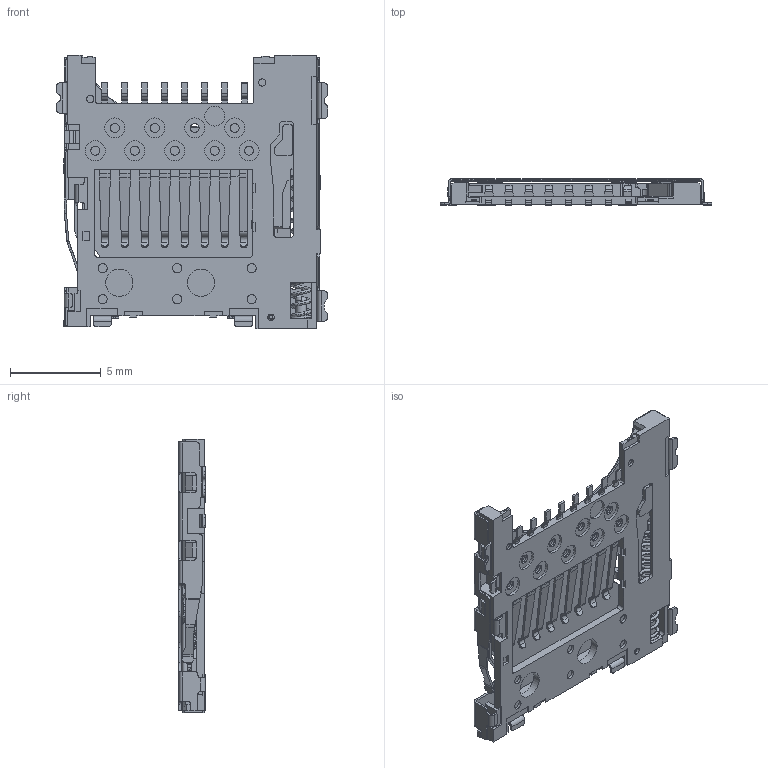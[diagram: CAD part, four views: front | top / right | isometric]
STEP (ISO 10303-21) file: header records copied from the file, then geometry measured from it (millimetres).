
FILE_DESCRIPTION (( 'STEP AP214' ), '1' );
FILE_NAME ('CUI_DEVICES_MSD-12-A.step', '2024-08-01T14:27:03', ( '' ), ( '' ), 'SwSTEP 2.0', 'SolidWorks 2024', '' );
FILE_SCHEMA (( 'AUTOMOTIVE_DESIGN' ));
Length unit declared in the file: inch
Products named in the file (1): CUI_DEVICES_MSD-12-A
Bounding box: 14.94 x 1.45 x 15.05 mm (x, y, z)
Volume: 93.7 mm3; surface area: 886.7 mm2
Topology: 2 solids, 3 shells, 1327 faces, 3728 edges, 2440 vertices
Faces by surface type: plane 763, cylinder 509, bspline 23, cone 14, torus 14, sphere 4
Entity records: 46920 total; most frequent: CARTESIAN_POINT 12460, ORIENTED_EDGE 7448, DIRECTION 6955, EDGE_CURVE 3724, LINE 2529, VECTOR 2529, VERTEX_POINT 2440, AXIS2_PLACEMENT_3D 2213
